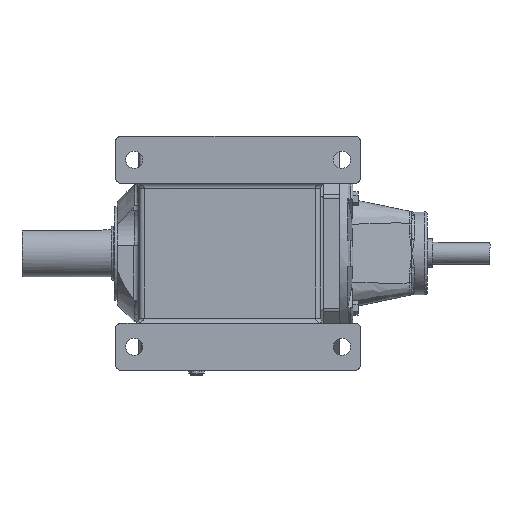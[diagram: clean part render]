
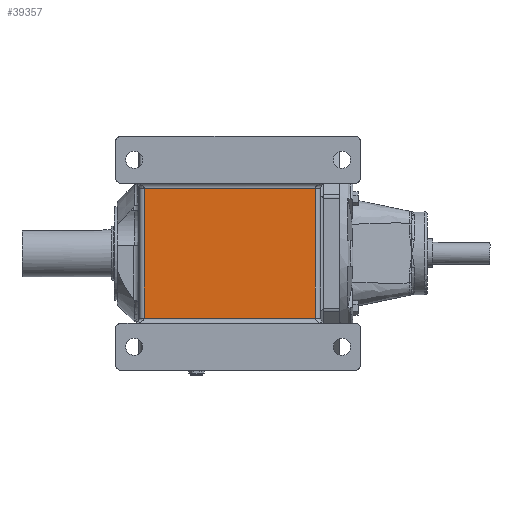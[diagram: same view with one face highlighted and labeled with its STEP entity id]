
A CAD part, front view. The second image highlights one B-rep face of the part: STEP entity #39357.
In plain terms, the highlighted planar face has unit normal (0, -1, 0).
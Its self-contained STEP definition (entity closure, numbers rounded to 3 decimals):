
#964 = DIRECTION ( 'NONE',  ( 0., 1., 0. ) ) ;
#2151 = ORIENTED_EDGE ( 'NONE', *, *, #7970, .T. ) ;
#2708 = AXIS2_PLACEMENT_3D ( 'NONE', #46758, #18789, #34357 ) ;
#2718 = DIRECTION ( 'NONE',  ( 0., 0., 1. ) ) ;
#2974 = EDGE_CURVE ( 'NONE', #11284, #6275, #18091, .T. ) ;
#3870 = EDGE_CURVE ( 'NONE', #48852, #39205, #37057, .T. ) ;
#5975 = CARTESIAN_POINT ( 'NONE',  ( 57., -307., 125. ) ) ;
#6275 = VERTEX_POINT ( 'NONE', #14498 ) ;
#6679 = VERTEX_POINT ( 'NONE', #21555 ) ;
#7947 = EDGE_CURVE ( 'NONE', #6679, #15782, #49265, .T. ) ;
#7970 = EDGE_CURVE ( 'NONE', #6275, #10093, #42018, .T. ) ;
#8752 = VECTOR ( 'NONE', #39772, 1000. ) ;
#9080 = CARTESIAN_POINT ( 'NONE',  ( 59., -307., -135. ) ) ;
#9087 = LINE ( 'NONE', #21153, #52099 ) ;
#9126 = LINE ( 'NONE', #41865, #34878 ) ;
#9270 = CARTESIAN_POINT ( 'NONE',  ( 37., -307., -125. ) ) ;
#9315 = AXIS2_PLACEMENT_3D ( 'NONE', #9080, #41823, #46114 ) ;
#10093 = VERTEX_POINT ( 'NONE', #43647 ) ;
#10643 = ORIENTED_EDGE ( 'NONE', *, *, #7947, .T. ) ;
#10662 = VECTOR ( 'NONE', #29387, 1000. ) ;
#11284 = VERTEX_POINT ( 'NONE', #41931 ) ;
#11684 = EDGE_CURVE ( 'NONE', #15782, #11284, #9126, .T. ) ;
#12355 = DIRECTION ( 'NONE',  ( 1., 0., 0. ) ) ;
#12519 = DIRECTION ( 'NONE',  ( 0., 1., 0. ) ) ;
#13089 = EDGE_CURVE ( 'NONE', #39205, #6679, #9087, .T. ) ;
#13924 = AXIS2_PLACEMENT_3D ( 'NONE', #52613, #15858, #2718 ) ;
#14498 = CARTESIAN_POINT ( 'NONE',  ( 387., -307., -125. ) ) ;
#14512 = ORIENTED_EDGE ( 'NONE', *, *, #2974, .T. ) ;
#15782 = VERTEX_POINT ( 'NONE', #18860 ) ;
#15858 = DIRECTION ( 'NONE',  ( 0., 1., 0. ) ) ;
#16055 = ORIENTED_EDGE ( 'NONE', *, *, #11684, .T. ) ;
#18091 = CIRCLE ( 'NONE', #2708, 20. ) ;
#18789 = DIRECTION ( 'NONE',  ( 0., 1., 0. ) ) ;
#18860 = CARTESIAN_POINT ( 'NONE',  ( 56.999, -307., -125.202 ) ) ;
#19645 = ORIENTED_EDGE ( 'NONE', *, *, #51618, .T. ) ;
#21153 = CARTESIAN_POINT ( 'NONE',  ( 57., -307., -135. ) ) ;
#21555 = CARTESIAN_POINT ( 'NONE',  ( 57., -307., -125. ) ) ;
#21608 = CARTESIAN_POINT ( 'NONE',  ( 387., -307., -135. ) ) ;
#22417 = VERTEX_POINT ( 'NONE', #38926 ) ;
#22642 = AXIS2_PLACEMENT_3D ( 'NONE', #9270, #964, #41496 ) ;
#27953 = AXIS2_PLACEMENT_3D ( 'NONE', #40412, #12519, #40691 ) ;
#29387 = DIRECTION ( 'NONE',  ( 0., 0., 1. ) ) ;
#29659 = EDGE_LOOP ( 'NONE', ( #19645, #41367, #33852, #10643, #16055, #14512, #2151, #40933 ) ) ;
#31758 = CARTESIAN_POINT ( 'NONE',  ( 56.999, -307., 125.202 ) ) ;
#33459 = FACE_OUTER_BOUND ( 'NONE', #29659, .T. ) ;
#33852 = ORIENTED_EDGE ( 'NONE', *, *, #13089, .T. ) ;
#33981 = PLANE ( 'NONE',  #9315 ) ;
#34357 = DIRECTION ( 'NONE',  ( 0., 0., 1. ) ) ;
#34878 = VECTOR ( 'NONE', #12355, 1000. ) ;
#36259 = EDGE_CURVE ( 'NONE', #10093, #22417, #38259, .T. ) ;
#36981 = DIRECTION ( 'NONE',  ( 0., 0., -1. ) ) ;
#37057 = CIRCLE ( 'NONE', #13924, 20. ) ;
#38259 = CIRCLE ( 'NONE', #27953, 20. ) ;
#38926 = CARTESIAN_POINT ( 'NONE',  ( 387.001, -307., 125.202 ) ) ;
#38977 = CARTESIAN_POINT ( 'NONE',  ( 59., -307., 125.202 ) ) ;
#39205 = VERTEX_POINT ( 'NONE', #5975 ) ;
#39357 = ADVANCED_FACE ( 'NONE', ( #33459 ), #33981, .F. ) ;
#39772 = DIRECTION ( 'NONE',  ( -1., 0., 0. ) ) ;
#40412 = CARTESIAN_POINT ( 'NONE',  ( 407., -307., 125. ) ) ;
#40691 = DIRECTION ( 'NONE',  ( 0., 0., 1. ) ) ;
#40933 = ORIENTED_EDGE ( 'NONE', *, *, #36259, .T. ) ;
#41367 = ORIENTED_EDGE ( 'NONE', *, *, #3870, .T. ) ;
#41496 = DIRECTION ( 'NONE',  ( 0., 0., 1. ) ) ;
#41823 = DIRECTION ( 'NONE',  ( 0., 1., 0. ) ) ;
#41865 = CARTESIAN_POINT ( 'NONE',  ( 59., -307., -125.202 ) ) ;
#41931 = CARTESIAN_POINT ( 'NONE',  ( 387.001, -307., -125.202 ) ) ;
#42018 = LINE ( 'NONE', #21608, #10662 ) ;
#43647 = CARTESIAN_POINT ( 'NONE',  ( 387., -307., 125. ) ) ;
#46114 = DIRECTION ( 'NONE',  ( 0., 0., 1. ) ) ;
#46758 = CARTESIAN_POINT ( 'NONE',  ( 407., -307., -125. ) ) ;
#47314 = LINE ( 'NONE', #38977, #8752 ) ;
#48852 = VERTEX_POINT ( 'NONE', #31758 ) ;
#49265 = CIRCLE ( 'NONE', #22642, 20. ) ;
#51618 = EDGE_CURVE ( 'NONE', #22417, #48852, #47314, .T. ) ;
#52099 = VECTOR ( 'NONE', #36981, 1000. ) ;
#52613 = CARTESIAN_POINT ( 'NONE',  ( 37., -307., 125. ) ) ;
